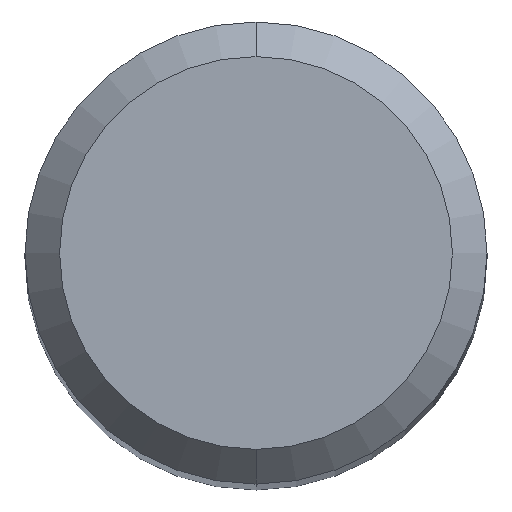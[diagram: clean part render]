
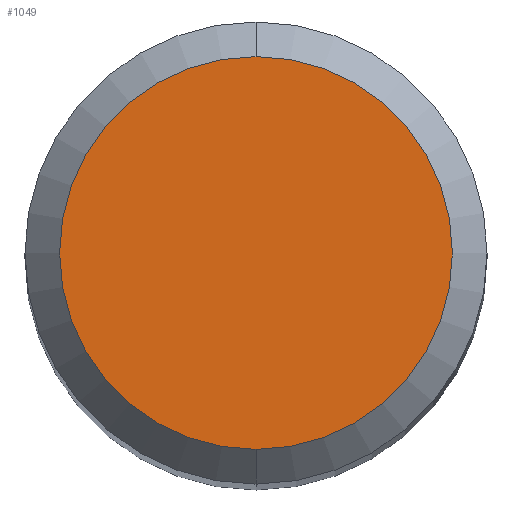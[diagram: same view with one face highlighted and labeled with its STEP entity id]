
A CAD part, top view. The second image highlights one B-rep face of the part: STEP entity #1049.
In plain terms, the highlighted planar face has unit normal (0, 0, 1).
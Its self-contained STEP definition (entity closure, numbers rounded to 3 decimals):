
#453=VERTEX_POINT('',#1281);
#513=VERTEX_POINT('',#1346);
#657=EDGE_CURVE('',#513,#453,#1501,.T.);
#879=EDGE_CURVE('',#453,#513,#1740,.T.);
#1049=ADVANCED_FACE('',(#1928),#1929,.T.);
#1281=CARTESIAN_POINT('',(0.,-1.7,0.0));
#1346=CARTESIAN_POINT('',(0.0,1.7,0.0));
#1501=CIRCLE('',#3074,1.7);
#1740=CIRCLE('',#4163,1.7);
#1928=FACE_OUTER_BOUND('',#5119,.T.);
#1929=PLANE('',#5120);
#3074=AXIS2_PLACEMENT_3D('',#6162,#6163,#6164);
#4163=AXIS2_PLACEMENT_3D('',#6402,#6403,#6404);
#5119=EDGE_LOOP('',(#6609,#6610));
#5120=AXIS2_PLACEMENT_3D('',#6611,#6612,#6613);
#6162=CARTESIAN_POINT('',(0.0,0.0,0.0));
#6163=DIRECTION('',(0.0,0.0,-1.0));
#6164=DIRECTION('',(0.0,1.0,0.0));
#6402=CARTESIAN_POINT('',(0.0,0.0,0.0));
#6403=DIRECTION('',(0.0,0.0,-1.0));
#6404=DIRECTION('',(0.0,1.0,0.0));
#6609=ORIENTED_EDGE('',*,*,#657,.F.);
#6610=ORIENTED_EDGE('',*,*,#879,.F.);
#6611=CARTESIAN_POINT('',(0.0,0.85,0.0));
#6612=DIRECTION('',(-0.0,0.0,1.0));
#6613=DIRECTION('',(0.0,-1.0,0.0));
